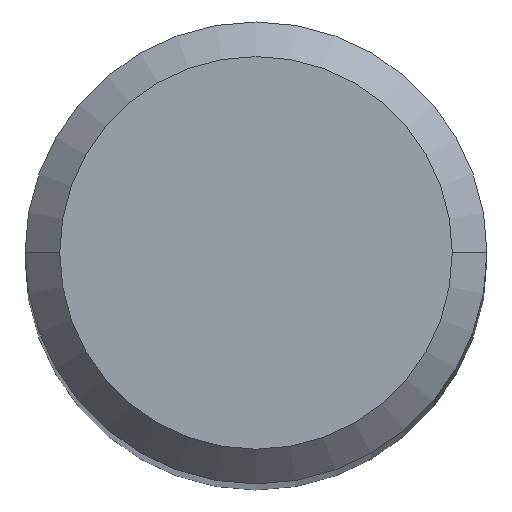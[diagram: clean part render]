
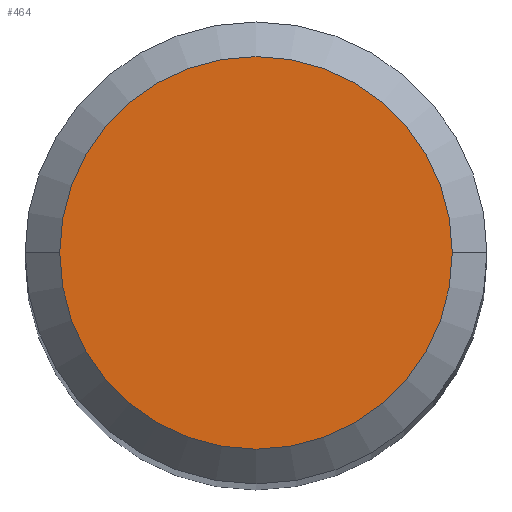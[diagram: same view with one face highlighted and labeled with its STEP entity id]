
A CAD part, top view. The second image highlights one B-rep face of the part: STEP entity #464.
In plain terms, the highlighted planar face has unit normal (0, 0, 1).
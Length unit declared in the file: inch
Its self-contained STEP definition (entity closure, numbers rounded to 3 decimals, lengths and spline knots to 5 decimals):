
#9 = PLANE ( 'NONE',  #209 ) ;
#33 = DIRECTION ( 'NONE',  ( 0., 0., 1. ) ) ;
#77 = CARTESIAN_POINT ( 'NONE',  ( 0., 0., 0. ) ) ;
#89 = EDGE_CURVE ( 'NONE', #327, #133, #184, .T. ) ;
#129 = CARTESIAN_POINT ( 'NONE',  ( -0.13387, 0., 0. ) ) ;
#130 = ORIENTED_EDGE ( 'NONE', *, *, #89, .T. ) ;
#133 = VERTEX_POINT ( 'NONE', #129 ) ;
#165 = CARTESIAN_POINT ( 'NONE',  ( 0., 0., 0. ) ) ;
#172 = DIRECTION ( 'NONE',  ( 1., 0., 0. ) ) ;
#174 = CARTESIAN_POINT ( 'NONE',  ( 0., 0., 0. ) ) ;
#184 = CIRCLE ( 'NONE', #454, 0.13387 ) ;
#209 = AXIS2_PLACEMENT_3D ( 'NONE', #77, #291, #446 ) ;
#285 = CARTESIAN_POINT ( 'NONE',  ( 0.13387, 0., 0. ) ) ;
#290 = CIRCLE ( 'NONE', #439, 0.13387 ) ;
#291 = DIRECTION ( 'NONE',  ( 0., 0., -1. ) ) ;
#297 = DIRECTION ( 'NONE',  ( 0., 0., 1. ) ) ;
#303 = EDGE_CURVE ( 'NONE', #133, #327, #290, .T. ) ;
#309 = DIRECTION ( 'NONE',  ( 1., 0., 0. ) ) ;
#327 = VERTEX_POINT ( 'NONE', #285 ) ;
#358 = ORIENTED_EDGE ( 'NONE', *, *, #303, .T. ) ;
#369 = FACE_OUTER_BOUND ( 'NONE', #425, .T. ) ;
#425 = EDGE_LOOP ( 'NONE', ( #358, #130 ) ) ;
#439 = AXIS2_PLACEMENT_3D ( 'NONE', #174, #33, #172 ) ;
#446 = DIRECTION ( 'NONE',  ( -1., 0., 0. ) ) ;
#454 = AXIS2_PLACEMENT_3D ( 'NONE', #165, #297, #309 ) ;
#464 = ADVANCED_FACE ( 'NONE', ( #369 ), #9, .F. ) ;
